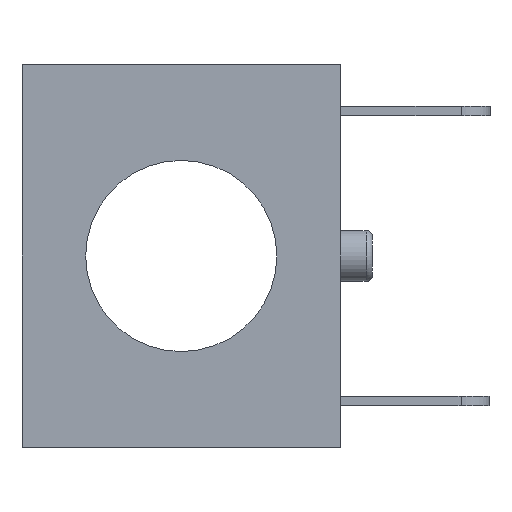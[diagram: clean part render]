
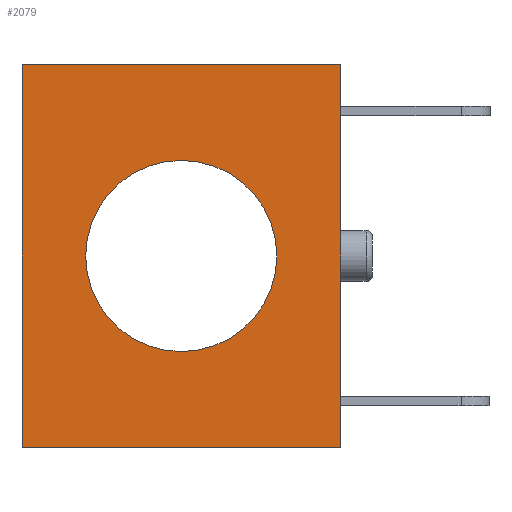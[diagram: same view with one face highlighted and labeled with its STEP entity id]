
A CAD part, left-side view. The second image highlights one B-rep face of the part: STEP entity #2079.
In plain terms, the highlighted planar face has unit normal (-1, 0, 0).
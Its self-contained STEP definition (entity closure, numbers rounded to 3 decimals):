
#13=FACE_BOUND('',#255,.T.);
#56=CIRCLE('',#2229,1.5);
#134=FACE_OUTER_BOUND('',#254,.T.);
#254=EDGE_LOOP('',(#1545,#1546,#1547,#1548));
#255=EDGE_LOOP('',(#1549));
#414=LINE('',#3118,#671);
#419=LINE('',#3129,#676);
#431=LINE('',#3152,#688);
#432=LINE('',#3153,#689);
#671=VECTOR('',#2540,1000.);
#676=VECTOR('',#2549,1000.);
#688=VECTOR('',#2563,1000.);
#689=VECTOR('',#2564,1000.);
#908=VERTEX_POINT('',#3075);
#923=VERTEX_POINT('',#3115);
#924=VERTEX_POINT('',#3117);
#927=VERTEX_POINT('',#3126);
#928=VERTEX_POINT('',#3128);
#1130=EDGE_CURVE('',#908,#908,#56,.T.);
#1150=EDGE_CURVE('',#923,#924,#414,.T.);
#1155=EDGE_CURVE('',#928,#927,#419,.T.);
#1167=EDGE_CURVE('',#927,#924,#431,.T.);
#1168=EDGE_CURVE('',#928,#923,#432,.T.);
#1545=ORIENTED_EDGE('',*,*,#1167,.T.);
#1546=ORIENTED_EDGE('',*,*,#1150,.F.);
#1547=ORIENTED_EDGE('',*,*,#1168,.F.);
#1548=ORIENTED_EDGE('',*,*,#1155,.T.);
#1549=ORIENTED_EDGE('',*,*,#1130,.T.);
#1965=PLANE('',#2245);
#2079=ADVANCED_FACE('',(#134,#13),#1965,.F.);
#2229=AXIS2_PLACEMENT_3D('',#3076,#2500,#2501);
#2245=AXIS2_PLACEMENT_3D('',#3151,#2561,#2562);
#2500=DIRECTION('center_axis',(1.,0.,0.));
#2501=DIRECTION('ref_axis',(0.,0.,-1.));
#2540=DIRECTION('',(0.,-1.,0.));
#2549=DIRECTION('',(0.,-1.,0.));
#2561=DIRECTION('center_axis',(1.,0.,0.));
#2562=DIRECTION('ref_axis',(0.,0.,-1.));
#2563=DIRECTION('',(0.,0.,1.));
#2564=DIRECTION('',(0.,0.,1.));
#3075=CARTESIAN_POINT('',(-6.2,2.5,1.5));
#3076=CARTESIAN_POINT('Origin',(-6.2,2.5,0.));
#3115=CARTESIAN_POINT('',(-6.2,5.,3.));
#3117=CARTESIAN_POINT('',(-6.2,0.,3.));
#3118=CARTESIAN_POINT('',(-6.2,5.,3.));
#3126=CARTESIAN_POINT('',(-6.2,0.,-3.));
#3128=CARTESIAN_POINT('',(-6.2,5.,-3.));
#3129=CARTESIAN_POINT('',(-6.2,5.,-3.));
#3151=CARTESIAN_POINT('Origin',(-6.2,5.,3.));
#3152=CARTESIAN_POINT('',(-6.2,0.,3.));
#3153=CARTESIAN_POINT('',(-6.2,5.,3.));
